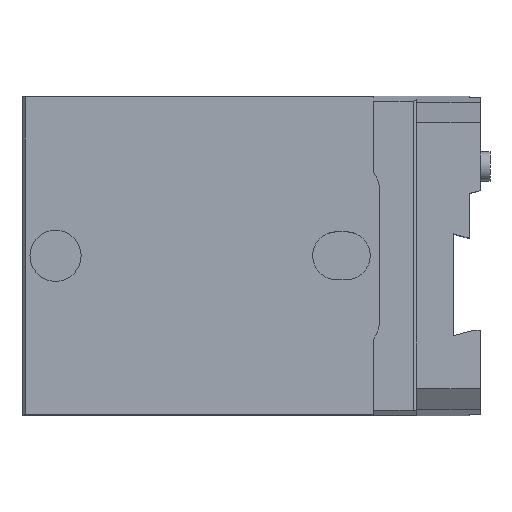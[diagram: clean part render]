
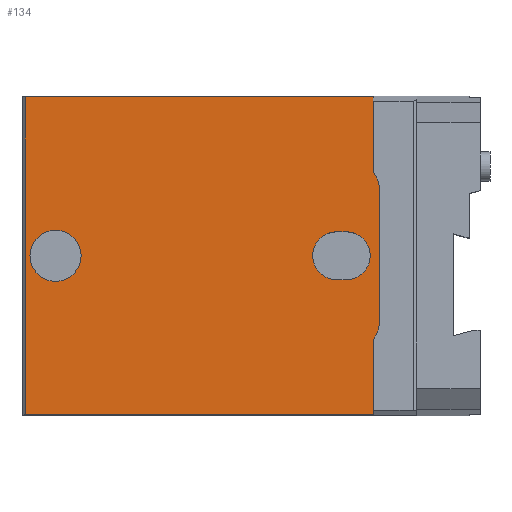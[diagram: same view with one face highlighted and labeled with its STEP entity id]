
A CAD part, top view. The second image highlights one B-rep face of the part: STEP entity #134.
In plain terms, the highlighted planar face has unit normal (0, 0, 1).
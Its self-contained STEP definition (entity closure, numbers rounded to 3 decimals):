
#49=FACE_BOUND('',#326,.T.);
#50=FACE_BOUND('',#327,.T.);
#51=FACE_BOUND('',#328,.T.);
#58=CIRCLE('',#1364,10.5);
#60=CIRCLE('',#1367,10.5);
#61=CIRCLE('',#1369,7.5);
#63=CIRCLE('',#1373,7.5);
#66=CIRCLE('',#1379,8.);
#134=ADVANCED_FACE('',(#49,#50,#51),#193,.F.);
#193=PLANE('',#1408);
#326=EDGE_LOOP('',(#668));
#327=EDGE_LOOP('',(#669,#670,#671,#672,#673,#674,#675,#676));
#328=EDGE_LOOP('',(#677,#678,#679,#680));
#668=ORIENTED_EDGE('',*,*,#950,.F.);
#669=ORIENTED_EDGE('',*,*,#924,.F.);
#670=ORIENTED_EDGE('',*,*,#969,.T.);
#671=ORIENTED_EDGE('',*,*,#935,.T.);
#672=ORIENTED_EDGE('',*,*,#929,.T.);
#673=ORIENTED_EDGE('',*,*,#933,.T.);
#674=ORIENTED_EDGE('',*,*,#972,.T.);
#675=ORIENTED_EDGE('',*,*,#918,.F.);
#676=ORIENTED_EDGE('',*,*,#966,.F.);
#677=ORIENTED_EDGE('',*,*,#937,.T.);
#678=ORIENTED_EDGE('',*,*,#941,.T.);
#679=ORIENTED_EDGE('',*,*,#944,.T.);
#680=ORIENTED_EDGE('',*,*,#947,.T.);
#766=VERTEX_POINT('',#1985);
#767=VERTEX_POINT('',#1987);
#772=VERTEX_POINT('',#1998);
#773=VERTEX_POINT('',#2000);
#776=VERTEX_POINT('',#2008);
#777=VERTEX_POINT('',#2010);
#779=VERTEX_POINT('',#2016);
#781=VERTEX_POINT('',#2022);
#782=VERTEX_POINT('',#2026);
#783=VERTEX_POINT('',#2027);
#786=VERTEX_POINT('',#2035);
#788=VERTEX_POINT('',#2041);
#791=VERTEX_POINT('',#2053);
#918=EDGE_CURVE('',#766,#767,#1089,.T.);
#924=EDGE_CURVE('',#772,#773,#1095,.T.);
#929=EDGE_CURVE('',#777,#776,#1100,.T.);
#933=EDGE_CURVE('',#776,#779,#58,.T.);
#935=EDGE_CURVE('',#781,#777,#60,.T.);
#937=EDGE_CURVE('',#782,#783,#61,.T.);
#941=EDGE_CURVE('',#783,#786,#1106,.T.);
#944=EDGE_CURVE('',#786,#788,#63,.T.);
#947=EDGE_CURVE('',#788,#782,#1110,.T.);
#950=EDGE_CURVE('',#791,#791,#66,.T.);
#966=EDGE_CURVE('',#773,#766,#1126,.T.);
#969=EDGE_CURVE('',#772,#781,#1129,.T.);
#972=EDGE_CURVE('',#779,#767,#1132,.T.);
#1089=LINE('',#1986,#1249);
#1095=LINE('',#1999,#1255);
#1100=LINE('',#2009,#1260);
#1106=LINE('',#2034,#1266);
#1110=LINE('',#2046,#1270);
#1126=LINE('',#2095,#1286);
#1129=LINE('',#2101,#1289);
#1132=LINE('',#2105,#1292);
#1249=VECTOR('',#1601,1.);
#1255=VECTOR('',#1609,1.);
#1260=VECTOR('',#1616,1.);
#1266=VECTOR('',#1642,1.);
#1270=VECTOR('',#1654,1.);
#1286=VECTOR('',#1722,1.);
#1289=VECTOR('',#1731,1.);
#1292=VECTOR('',#1736,1.);
#1364=AXIS2_PLACEMENT_3D('',#2017,#1623,#1624);
#1367=AXIS2_PLACEMENT_3D('',#2021,#1629,#1630);
#1369=AXIS2_PLACEMENT_3D('',#2025,#1634,#1635);
#1373=AXIS2_PLACEMENT_3D('',#2040,#1647,#1648);
#1379=AXIS2_PLACEMENT_3D('',#2052,#1662,#1663);
#1408=AXIS2_PLACEMENT_3D('',#2108,#1741,#1742);
#1601=DIRECTION('',(1.,0.,0.));
#1609=DIRECTION('',(-1.,0.,0.));
#1616=DIRECTION('',(0.,1.,0.));
#1623=DIRECTION('',(0.,0.,1.));
#1624=DIRECTION('',(1.,0.,0.));
#1629=DIRECTION('',(0.,0.,1.));
#1630=DIRECTION('',(-1.,0.,0.));
#1634=DIRECTION('',(0.,0.,-1.));
#1635=DIRECTION('',(1.,0.,0.));
#1642=DIRECTION('',(1.,0.,0.));
#1647=DIRECTION('',(0.,0.,-1.));
#1648=DIRECTION('',(-1.,0.,0.));
#1654=DIRECTION('',(-1.,0.,0.));
#1662=DIRECTION('',(0.,0.,1.));
#1663=DIRECTION('',(1.,0.,0.));
#1722=DIRECTION('',(0.,1.,0.));
#1731=DIRECTION('',(0.,1.,0.));
#1736=DIRECTION('',(0.,1.,0.));
#1741=DIRECTION('',(0.,0.,-1.));
#1742=DIRECTION('',(1.,0.,0.));
#1985=CARTESIAN_POINT('',(-109.,49.732,0.));
#1986=CARTESIAN_POINT('',(0.,49.732,0.));
#1987=CARTESIAN_POINT('',(0.,49.732,0.));
#1998=CARTESIAN_POINT('',(0.,-49.732,0.));
#1999=CARTESIAN_POINT('',(0.,-49.732,0.));
#2000=CARTESIAN_POINT('',(-109.,-49.732,0.));
#2008=CARTESIAN_POINT('',(2.,20.,0.));
#2009=CARTESIAN_POINT('',(2.,-20.,0.));
#2010=CARTESIAN_POINT('',(2.,-20.,0.));
#2016=CARTESIAN_POINT('',(0.,26.164,0.));
#2017=CARTESIAN_POINT('',(-8.5,20.,0.));
#2021=CARTESIAN_POINT('',(-8.5,-20.,0.));
#2022=CARTESIAN_POINT('',(0.,-26.164,0.));
#2025=CARTESIAN_POINT('',(-11.5,0.,0.));
#2026=CARTESIAN_POINT('',(-11.5,-7.5,0.));
#2027=CARTESIAN_POINT('',(-11.5,7.5,0.));
#2034=CARTESIAN_POINT('',(-11.5,7.5,0.));
#2035=CARTESIAN_POINT('',(-8.5,7.5,0.));
#2040=CARTESIAN_POINT('',(-8.5,0.,0.));
#2041=CARTESIAN_POINT('',(-8.5,-7.5,0.));
#2046=CARTESIAN_POINT('',(-8.5,-7.5,0.));
#2052=CARTESIAN_POINT('',(-99.5,0.,0.));
#2053=CARTESIAN_POINT('',(-91.5,0.,0.));
#2095=CARTESIAN_POINT('',(-109.,-50.,0.));
#2101=CARTESIAN_POINT('',(0.,-50.,0.));
#2105=CARTESIAN_POINT('',(0.,-50.,0.));
#2108=CARTESIAN_POINT('',(0.,-50.,0.));
